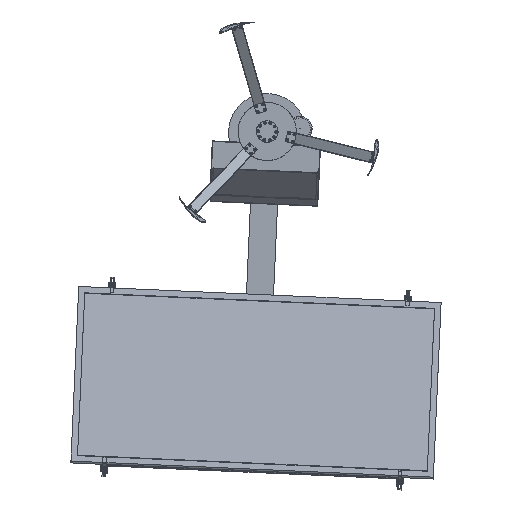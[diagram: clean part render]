
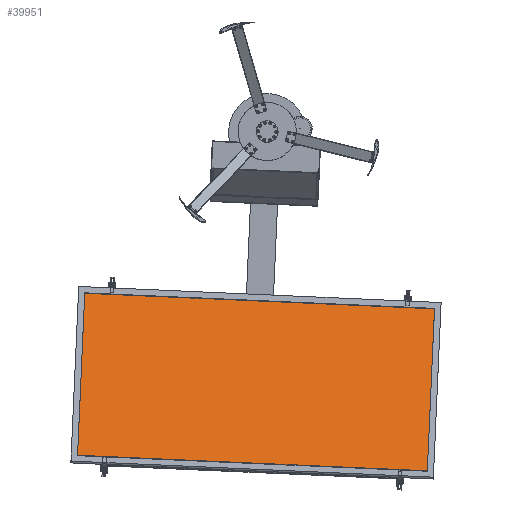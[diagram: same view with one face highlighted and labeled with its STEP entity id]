
A CAD part, top view. The second image highlights one B-rep face of the part: STEP entity #39951.
In plain terms, the highlighted face is planar.
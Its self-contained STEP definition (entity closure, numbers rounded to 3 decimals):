
#39815=CARTESIAN_POINT('Vertex',(-969.,466.,20.)) ;
#39829=CARTESIAN_POINT('Vertex',(-969.,-466.,20.)) ;
#39832=CARTESIAN_POINT('Line Origine',(-969.,0.,20.)) ;
#39860=CARTESIAN_POINT('Vertex',(969.,-466.,20.)) ;
#39863=CARTESIAN_POINT('Line Origine',(0.,-466.,20.)) ;
#39891=CARTESIAN_POINT('Vertex',(969.,466.,20.)) ;
#39894=CARTESIAN_POINT('Line Origine',(969.,0.,20.)) ;
#39916=CARTESIAN_POINT('Line Origine',(0.,466.,20.)) ;
#39940=CARTESIAN_POINT('Axis2P3D Location',(0.,0.,20.)) ;
#39833=DIRECTION('Vector Direction',(0.,-1.,0.)) ;
#39864=DIRECTION('Vector Direction',(-1.,0.,0.)) ;
#39895=DIRECTION('Vector Direction',(0.,1.,0.)) ;
#39917=DIRECTION('Vector Direction',(1.,0.,0.)) ;
#39941=DIRECTION('Axis2P3D Direction',(0.,0.,1.)) ;
#39942=DIRECTION('Axis2P3D XDirection',(1.,0.,0.)) ;
#39943=AXIS2_PLACEMENT_3D('Plane Axis2P3D',#39940,#39941,#39942) ;
#39946=ORIENTED_EDGE('',*,*,#39836,.T.) ;
#39947=ORIENTED_EDGE('',*,*,#39867,.T.) ;
#39948=ORIENTED_EDGE('',*,*,#39898,.T.) ;
#39949=ORIENTED_EDGE('',*,*,#39920,.T.) ;
#39834=VECTOR('Line Direction',#39833,1.) ;
#39865=VECTOR('Line Direction',#39864,1.) ;
#39896=VECTOR('Line Direction',#39895,1.) ;
#39918=VECTOR('Line Direction',#39917,1.) ;
#39951=ADVANCED_FACE('Body.2',(#39950),#39944,.T.) ;
#39836=EDGE_CURVE('',#39816,#39830,#39835,.T.) ;
#39867=EDGE_CURVE('',#39830,#39861,#39866,.F.) ;
#39898=EDGE_CURVE('',#39861,#39892,#39897,.T.) ;
#39920=EDGE_CURVE('',#39892,#39816,#39919,.F.) ;
#39945=EDGE_LOOP('',(#39946,#39947,#39948,#39949)) ;
#39950=FACE_OUTER_BOUND('',#39945,.T.) ;
#39835=LINE('Line',#39832,#39834) ;
#39866=LINE('Line',#39863,#39865) ;
#39897=LINE('Line',#39894,#39896) ;
#39919=LINE('Line',#39916,#39918) ;
#39944=PLANE('',#39943) ;
#39816=VERTEX_POINT('',#39815) ;
#39830=VERTEX_POINT('',#39829) ;
#39861=VERTEX_POINT('',#39860) ;
#39892=VERTEX_POINT('',#39891) ;
